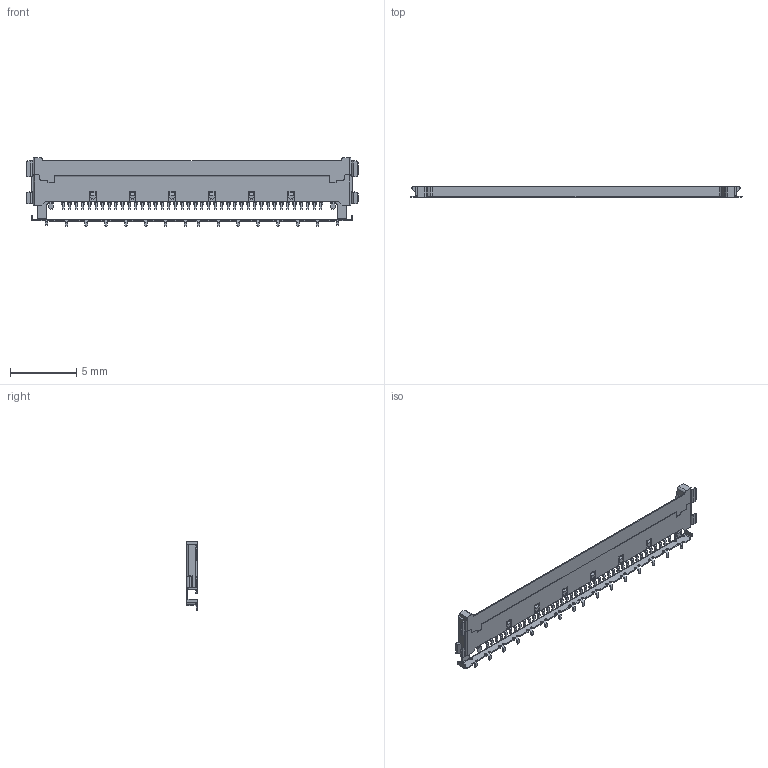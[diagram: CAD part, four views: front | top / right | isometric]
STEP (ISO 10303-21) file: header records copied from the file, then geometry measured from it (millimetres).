
FILE_DESCRIPTION (( 'STEP AP203' ), '1' );
FILE_NAME ('20849-040E-01C RECE ASS''Y IGES R1 Intel.STEP', '2017-10-26T08:47:34', ( 'kaihatsu-3dcad-1' ), ( 'Hewlett-Packard Company' ), 'SwSTEP 2.0', 'SolidWorks 2014', '' );
FILE_SCHEMA (( 'CONFIG_CONTROL_DESIGN' ));
Length unit declared in the file: millimetre
Products named in the file (1): 20849-040E-01C RECE ASS''Y IGES R1 Intel
Bounding box: 25.1 x 0.82 x 5.2 mm (x, y, z)
Volume: 45.8 mm3; surface area: 287 mm2
Topology: 1 solids, 1 shells, 1471 faces, 4177 edges, 2754 vertices
Faces by surface type: plane 933, cylinder 538
Entity records: 48224 total; most frequent: CARTESIAN_POINT 9497, ORIENTED_EDGE 8354, DIRECTION 7841, EDGE_CURVE 4177, LINE 2917, VECTOR 2917, VERTEX_POINT 2754, AXIS2_PLACEMENT_3D 2462
